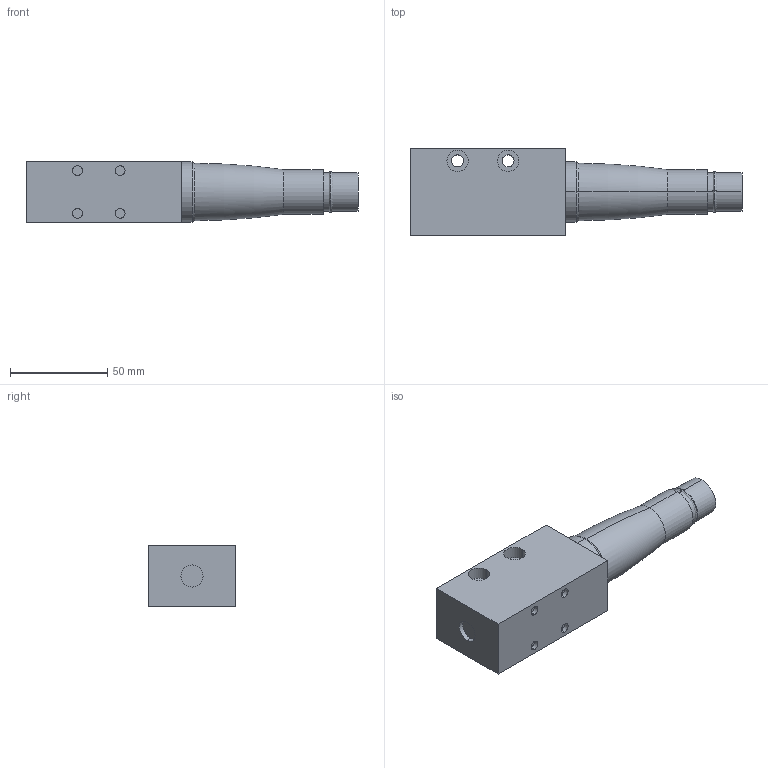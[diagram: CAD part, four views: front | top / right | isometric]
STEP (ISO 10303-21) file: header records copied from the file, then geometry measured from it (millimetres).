
FILE_DESCRIPTION (( 'STEP AP203' ), '1' );
FILE_NAME ('10.02.01.01962.step', '2022-11-07T19:13:18', ( '' ), ( '' ), 'SwSTEP 2.0', 'SolidWorks 2021', '' );
FILE_SCHEMA (( 'CONFIG_CONTROL_DESIGN' ));
Length unit declared in the file: millimetre
Products named in the file (1): 10.02.01.01962
Bounding box: 171 x 45 x 31.5 mm (x, y, z)
Volume: 153315.8 mm3; surface area: 29513.9 mm2
Topology: 4 solids, 4 shells, 86 faces, 180 edges, 114 vertices
Faces by surface type: cylinder 40, plane 30, torus 10, cone 6
Entity records: 2411 total; most frequent: DIRECTION 458, CARTESIAN_POINT 381, ORIENTED_EDGE 360, AXIS2_PLACEMENT_3D 191, EDGE_CURVE 180, VERTEX_POINT 114, EDGE_LOOP 106, CIRCLE 104
